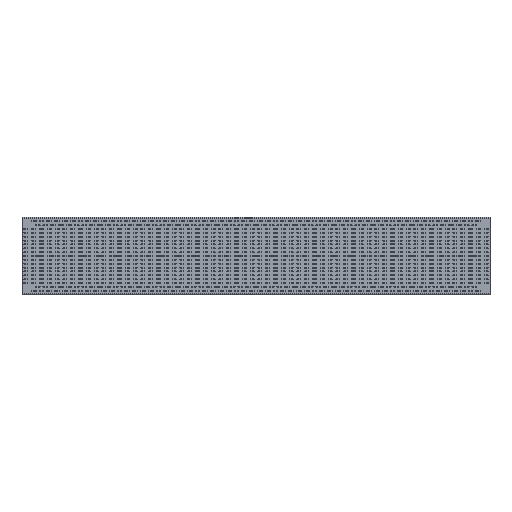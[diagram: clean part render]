
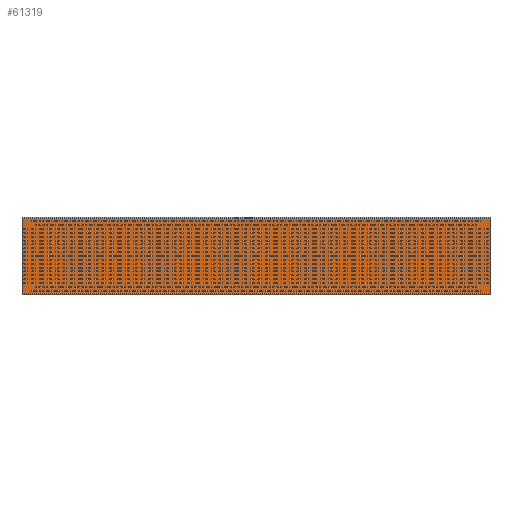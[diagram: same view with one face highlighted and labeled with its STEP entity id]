
A CAD part, top view. The second image highlights one B-rep face of the part: STEP entity #61319.
In plain terms, the highlighted planar face has unit normal (0, 0, 1).
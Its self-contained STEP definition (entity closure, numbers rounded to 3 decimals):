
#12845=FACE_OUTER_BOUND('',#15441,.T.);
#15441=EDGE_LOOP('',(#48644,#48645,#48646,#48647));
#18015=LINE('',#92081,#23083);
#18041=LINE('',#92177,#23109);
#18046=LINE('',#92190,#23114);
#18052=LINE('',#92213,#23120);
#23083=VECTOR('',#71615,1.);
#23109=VECTOR('',#71711,1.);
#23114=VECTOR('',#71724,1.);
#23120=VECTOR('',#71752,1.);
#28155=VERTEX_POINT('',#92078);
#28156=VERTEX_POINT('',#92080);
#28191=VERTEX_POINT('',#92175);
#28195=VERTEX_POINT('',#92189);
#38288=EDGE_CURVE('',#28156,#28155,#18015,.T.);
#38337=EDGE_CURVE('',#28191,#28155,#18041,.F.);
#38343=EDGE_CURVE('',#28195,#28156,#18046,.T.);
#38355=EDGE_CURVE('',#28195,#28191,#18052,.T.);
#48644=ORIENTED_EDGE('',*,*,#38337,.F.);
#48645=ORIENTED_EDGE('',*,*,#38355,.F.);
#48646=ORIENTED_EDGE('',*,*,#38343,.T.);
#48647=ORIENTED_EDGE('',*,*,#38288,.T.);
#58723=PLANE('',#63957);
#61319=ADVANCED_FACE('',(#12845),#58723,.T.);
#63957=AXIS2_PLACEMENT_3D('',#92250,#71798,#71799);
#71615=DIRECTION('',(0.,1.,0.));
#71711=DIRECTION('',(-1.,0.,0.));
#71724=DIRECTION('',(1.,0.,0.));
#71752=DIRECTION('',(0.,1.,0.));
#71798=DIRECTION('center_axis',(0.,0.,1.));
#71799=DIRECTION('ref_axis',(1.,0.,0.));
#92078=CARTESIAN_POINT('',(3096.893,359.906,-23.));
#92080=CARTESIAN_POINT('',(3096.893,-132.094,-23.));
#92081=CARTESIAN_POINT('',(3096.893,113.906,-23.));
#92175=CARTESIAN_POINT('',(66.893,359.906,-23.));
#92177=CARTESIAN_POINT('',(1581.893,359.906,-23.));
#92189=CARTESIAN_POINT('',(66.893,-132.094,-23.));
#92190=CARTESIAN_POINT('',(1581.893,-132.094,-23.));
#92213=CARTESIAN_POINT('',(66.893,113.906,-23.));
#92250=CARTESIAN_POINT('Origin',(1581.893,113.906,-23.));
